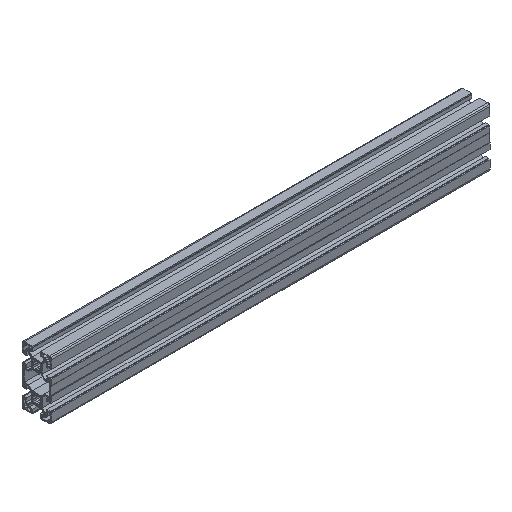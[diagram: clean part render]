
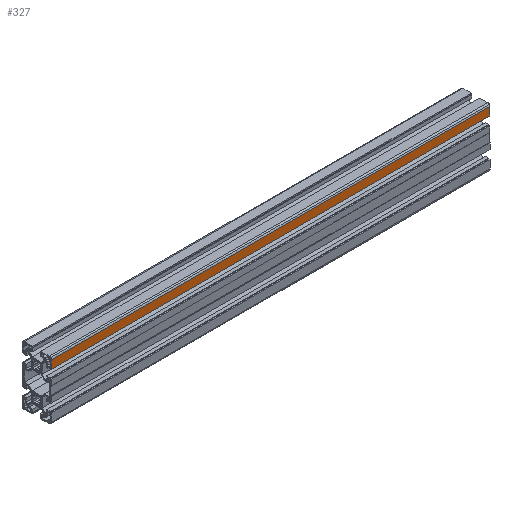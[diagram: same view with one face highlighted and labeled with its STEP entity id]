
A CAD part, isometric view. The second image highlights one B-rep face of the part: STEP entity #327.
In plain terms, the highlighted planar face has unit normal (0, -1, 0).
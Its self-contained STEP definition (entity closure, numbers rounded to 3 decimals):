
#327=ADVANCED_FACE('',(#829),#830,.T.);
#829=FACE_OUTER_BOUND('',#1517,.T.);
#830=PLANE('',#1518);
#1517=EDGE_LOOP('',(#2399,#2400,#2401,#2402));
#1518=AXIS2_PLACEMENT_3D('',#2403,#2404,#2405);
#2399=ORIENTED_EDGE('',*,*,#4469,.T.);
#2400=ORIENTED_EDGE('',*,*,#4385,.F.);
#2401=ORIENTED_EDGE('',*,*,#4470,.F.);
#2402=ORIENTED_EDGE('',*,*,#4466,.T.);
#2403=CARTESIAN_POINT('',(0.0,-20.,31.4));
#2404=DIRECTION('',(0.0,-1.0,0.0));
#2405=DIRECTION('',(0.0,0.0,-1.0));
#4385=EDGE_CURVE('',#5345,#5347,#5348,.T.);
#4466=EDGE_CURVE('',#5470,#5468,#5471,.T.);
#4469=EDGE_CURVE('',#5468,#5347,#5474,.T.);
#4470=EDGE_CURVE('',#5470,#5345,#5475,.T.);
#5345=VERTEX_POINT('',#6707);
#5347=VERTEX_POINT('',#6709);
#5348=LINE('',#6710,#6711);
#5468=VERTEX_POINT('',#6889);
#5470=VERTEX_POINT('',#6892);
#5471=LINE('',#6893,#6894);
#5474=LINE('',#6898,#6899);
#5475=LINE('',#6900,#6901);
#6707=CARTESIAN_POINT('',(0.0,-20.,37.0));
#6709=CARTESIAN_POINT('',(600.0,-20.,37.0));
#6710=CARTESIAN_POINT('',(0.0,-20.,37.0));
#6711=VECTOR('',#8552,1.0);
#6889=CARTESIAN_POINT('',(600.0,-20.,25.8));
#6892=CARTESIAN_POINT('',(0.0,-20.,25.8));
#6893=CARTESIAN_POINT('',(0.0,-20.,25.8));
#6894=VECTOR('',#8615,1.0);
#6898=CARTESIAN_POINT('',(600.0,-20.,25.8));
#6899=VECTOR('',#8617,1.0);
#6900=CARTESIAN_POINT('',(0.0,-20.,25.8));
#6901=VECTOR('',#8618,1.0);
#8552=DIRECTION('',(1.0,0.0,0.0));
#8615=DIRECTION('',(1.0,0.0,0.0));
#8617=DIRECTION('',(0.0,0.0,1.0));
#8618=DIRECTION('',(0.0,0.0,1.0));
